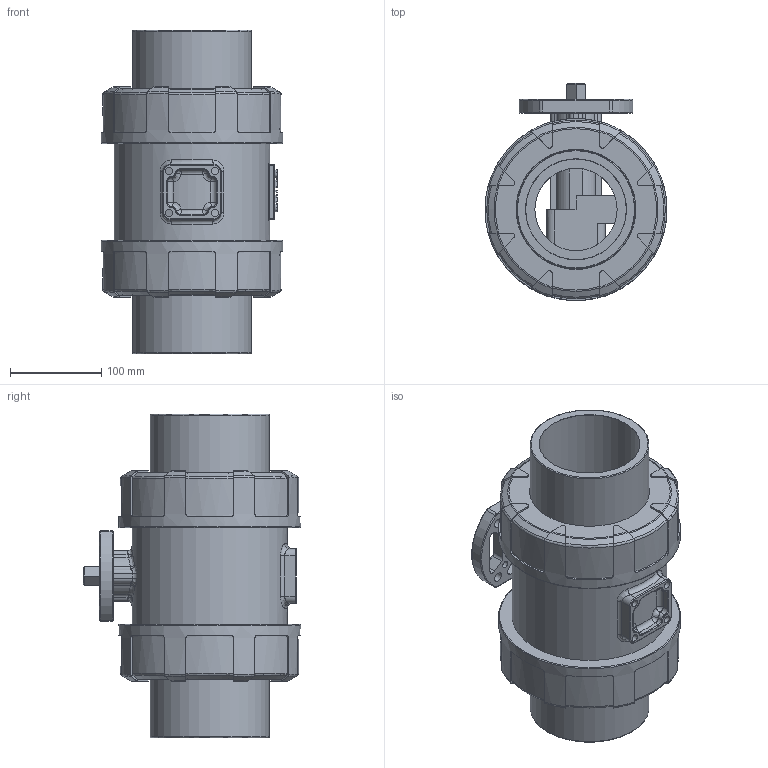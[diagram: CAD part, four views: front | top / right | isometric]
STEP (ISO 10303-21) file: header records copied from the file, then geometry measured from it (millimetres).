
FILE_DESCRIPTION(/* description */ (''),/* implementation_level */ '2;1');
FILE_NAME(/* name */ 'DN100_3D_STEP.stp',/* time_stamp */ '2025-07-15T19:14:45+03:00',/* author */ ('igorr'),/* organization */ (''),/* preprocessor_version */ 'ST-DEVELOPER v20',/* originating_system */ 'Autodesk Inventor 2025',/* authorisation */ '');
FILE_SCHEMA (('AUTOMOTIVE_DESIGN { 1 0 10303 214 3 1 1 }'));
Length unit declared in the file: millimetre
Products named in the file (1): Деталь1
Bounding box: 199 x 237.5 x 354 mm (x, y, z)
Volume: 5322503.4 mm3; surface area: 440295.1 mm2
Topology: 1 solids, 3 shells, 636 faces, 1659 edges, 1053 vertices
Faces by surface type: cylinder 215, plane 200, torus 120, bspline 47, cone 34, sphere 20
Full cylindrical faces by diameter (mm): 8 x12, 10 x4, 30 x1, 90 x1, 110.1 x2, 130.1 x2, 131.3 x2, 170 x1, 199 x2
Entity records: 22355 total; most frequent: CARTESIAN_POINT 6483, ORIENTED_EDGE 3318, DIRECTION 3042, EDGE_CURVE 1659, AXIS2_PLACEMENT_3D 1167, VERTEX_POINT 1053, LINE 708, VECTOR 708
